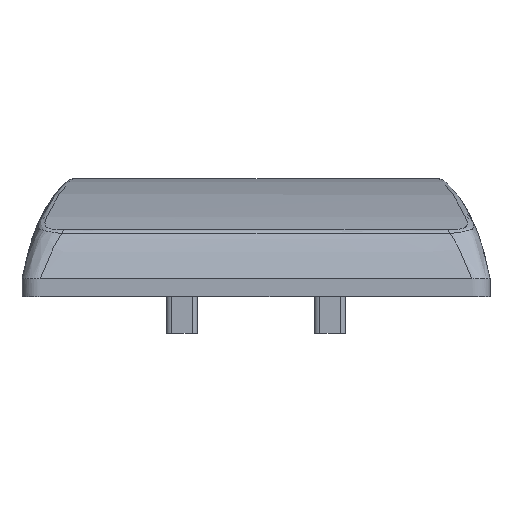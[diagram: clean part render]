
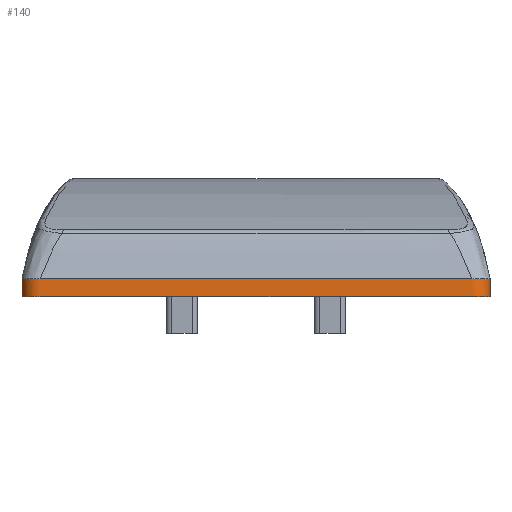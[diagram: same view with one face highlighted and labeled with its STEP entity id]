
A CAD part, front view. The second image highlights one B-rep face of the part: STEP entity #140.
In plain terms, the highlighted free-form (B-spline) face has degree [1, 2] with [2, 9] control points.
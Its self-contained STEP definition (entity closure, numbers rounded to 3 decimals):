
#140=ADVANCED_FACE('',(#377),#3339,.T.);
#377=FACE_OUTER_BOUND('',#614,.T.);
#614=EDGE_LOOP('',(#1293,#1294,#1295,#1296,#1297,#1298,#1299));
#1293=ORIENTED_EDGE('',*,*,#2426,.T.);
#1294=ORIENTED_EDGE('',*,*,#2294,.T.);
#1295=ORIENTED_EDGE('',*,*,#2295,.T.);
#1296=ORIENTED_EDGE('',*,*,#2296,.T.);
#1297=ORIENTED_EDGE('',*,*,#2297,.T.);
#1298=ORIENTED_EDGE('',*,*,#2263,.F.);
#1299=ORIENTED_EDGE('',*,*,#2427,.F.);
#2263=EDGE_CURVE('',#3197,#3198,#2584,.T.);
#2294=EDGE_CURVE('',#3219,#3220,#2615,.T.);
#2295=EDGE_CURVE('',#3220,#3221,#2616,.T.);
#2296=EDGE_CURVE('',#3221,#3222,#2617,.T.);
#2297=EDGE_CURVE('',#3222,#3198,#2618,.T.);
#2426=EDGE_CURVE('',#3329,#3219,#2640,.T.);
#2427=EDGE_CURVE('',#3329,#3197,#2641,.T.);
#2584=(
BOUNDED_CURVE()
B_SPLINE_CURVE(1,(#7763,#7764),.UNSPECIFIED.,.F.,.F.)
B_SPLINE_CURVE_WITH_KNOTS((2,2),(0.,0.7),.UNSPECIFIED.)
CURVE()
GEOMETRIC_REPRESENTATION_ITEM()
RATIONAL_B_SPLINE_CURVE((1.,1.))
REPRESENTATION_ITEM('')
);
#2615=(
BOUNDED_CURVE()
B_SPLINE_CURVE(2,(#8000,#8001,#8002),.UNSPECIFIED.,.F.,.F.)
B_SPLINE_CURVE_WITH_KNOTS((3,3),(35.399,36.499),
 .UNSPECIFIED.)
CURVE()
GEOMETRIC_REPRESENTATION_ITEM()
RATIONAL_B_SPLINE_CURVE((1.,0.707,1.))
REPRESENTATION_ITEM('')
);
#2616=(
BOUNDED_CURVE()
B_SPLINE_CURVE(2,(#8003,#8004,#8005),.UNSPECIFIED.,.F.,.F.)
B_SPLINE_CURVE_WITH_KNOTS((3,3),(36.499,53.099),
 .UNSPECIFIED.)
CURVE()
GEOMETRIC_REPRESENTATION_ITEM()
RATIONAL_B_SPLINE_CURVE((1.,1.,1.))
REPRESENTATION_ITEM('')
);
#2617=(
BOUNDED_CURVE()
B_SPLINE_CURVE(2,(#8006,#8007,#8008),.UNSPECIFIED.,.F.,.F.)
B_SPLINE_CURVE_WITH_KNOTS((3,3),(53.099,54.198),
 .UNSPECIFIED.)
CURVE()
GEOMETRIC_REPRESENTATION_ITEM()
RATIONAL_B_SPLINE_CURVE((1.,0.707,1.))
REPRESENTATION_ITEM('')
);
#2618=(
BOUNDED_CURVE()
B_SPLINE_CURVE(2,(#8009,#8010,#8011),.UNSPECIFIED.,.F.,.F.)
B_SPLINE_CURVE_WITH_KNOTS((3,3),(54.198,70.798),
 .UNSPECIFIED.)
CURVE()
GEOMETRIC_REPRESENTATION_ITEM()
RATIONAL_B_SPLINE_CURVE((1.,1.,1.))
REPRESENTATION_ITEM('')
);
#2640=(
BOUNDED_CURVE()
B_SPLINE_CURVE(1,(#8953,#8954),.UNSPECIFIED.,.F.,.F.)
B_SPLINE_CURVE_WITH_KNOTS((2,2),(0.,0.7),.UNSPECIFIED.)
CURVE()
GEOMETRIC_REPRESENTATION_ITEM()
RATIONAL_B_SPLINE_CURVE((1.,1.))
REPRESENTATION_ITEM('')
);
#2641=(
BOUNDED_CURVE()
B_SPLINE_CURVE(2,(#8955,#8956,#8957,#8958,#8959,#8960,#8961,#8962,#8963),
 .UNSPECIFIED.,.F.,.F.)
B_SPLINE_CURVE_WITH_KNOTS((3,2,2,2,3),(35.399,36.499,
53.099,54.198,70.798),.UNSPECIFIED.)
CURVE()
GEOMETRIC_REPRESENTATION_ITEM()
RATIONAL_B_SPLINE_CURVE((1.,0.707,1.,1.,1.,0.707,
1.,1.,1.))
REPRESENTATION_ITEM('')
);
#3197=VERTEX_POINT('',#6753);
#3198=VERTEX_POINT('',#6754);
#3219=VERTEX_POINT('',#6775);
#3220=VERTEX_POINT('',#6776);
#3221=VERTEX_POINT('',#6777);
#3222=VERTEX_POINT('',#6778);
#3329=VERTEX_POINT('',#6885);
#3339=(
BOUNDED_SURFACE()
B_SPLINE_SURFACE(1,2,((#4208,#4209,#4210,#4211,#4212,#4213,#4214,#4215,
#4216),(#4217,#4218,#4219,#4220,#4221,#4222,#4223,#4224,#4225)),
 .UNSPECIFIED.,.F.,.F.,.F.)
B_SPLINE_SURFACE_WITH_KNOTS((2,2),(3,2,2,2,3),(0.,0.7),(35.399,
36.499,53.099,54.198,70.798),
 .UNSPECIFIED.)
GEOMETRIC_REPRESENTATION_ITEM()
RATIONAL_B_SPLINE_SURFACE(((1.,0.707,1.,1.,1.,0.707,
1.,1.,1.),(1.,0.707,1.,1.,1.,0.707,1.,1.,1.)))
REPRESENTATION_ITEM('')
SURFACE()
);
#4208=CARTESIAN_POINT('',(34.5,-7.3,-0.4));
#4209=CARTESIAN_POINT('',(34.5,-8.,-0.4));
#4210=CARTESIAN_POINT('',(33.8,-8.,-0.4));
#4211=CARTESIAN_POINT('',(25.5,-8.,-0.4));
#4212=CARTESIAN_POINT('',(17.2,-8.,-0.4));
#4213=CARTESIAN_POINT('',(16.5,-8.,-0.4));
#4214=CARTESIAN_POINT('',(16.5,-7.3,-0.4));
#4215=CARTESIAN_POINT('',(16.5,1.,-0.4));
#4216=CARTESIAN_POINT('',(16.5,9.3,-0.4));
#4217=CARTESIAN_POINT('',(34.5,-7.3,0.3));
#4218=CARTESIAN_POINT('',(34.5,-8.,0.3));
#4219=CARTESIAN_POINT('',(33.8,-8.,0.3));
#4220=CARTESIAN_POINT('',(25.5,-8.,0.3));
#4221=CARTESIAN_POINT('',(17.2,-8.,0.3));
#4222=CARTESIAN_POINT('',(16.5,-8.,0.3));
#4223=CARTESIAN_POINT('',(16.5,-7.3,0.3));
#4224=CARTESIAN_POINT('',(16.5,1.,0.3));
#4225=CARTESIAN_POINT('',(16.5,9.3,0.3));
#6753=CARTESIAN_POINT('',(16.5,9.3,-0.4));
#6754=CARTESIAN_POINT('',(16.5,9.3,0.3));
#6775=CARTESIAN_POINT('',(34.5,-7.3,0.3));
#6776=CARTESIAN_POINT('',(33.8,-8.,0.3));
#6777=CARTESIAN_POINT('',(17.2,-8.,0.3));
#6778=CARTESIAN_POINT('',(16.5,-7.3,0.3));
#6885=CARTESIAN_POINT('',(34.5,-7.3,-0.4));
#7763=CARTESIAN_POINT('',(16.5,9.3,-0.4));
#7764=CARTESIAN_POINT('',(16.5,9.3,0.3));
#8000=CARTESIAN_POINT('',(34.5,-7.3,0.3));
#8001=CARTESIAN_POINT('',(34.5,-8.,0.3));
#8002=CARTESIAN_POINT('',(33.8,-8.,0.3));
#8003=CARTESIAN_POINT('',(33.8,-8.,0.3));
#8004=CARTESIAN_POINT('',(25.5,-8.,0.3));
#8005=CARTESIAN_POINT('',(17.2,-8.,0.3));
#8006=CARTESIAN_POINT('',(17.2,-8.,0.3));
#8007=CARTESIAN_POINT('',(16.5,-8.,0.3));
#8008=CARTESIAN_POINT('',(16.5,-7.3,0.3));
#8009=CARTESIAN_POINT('',(16.5,-7.3,0.3));
#8010=CARTESIAN_POINT('',(16.5,1.,0.3));
#8011=CARTESIAN_POINT('',(16.5,9.3,0.3));
#8953=CARTESIAN_POINT('',(34.5,-7.3,-0.4));
#8954=CARTESIAN_POINT('',(34.5,-7.3,0.3));
#8955=CARTESIAN_POINT('',(34.5,-7.3,-0.4));
#8956=CARTESIAN_POINT('',(34.5,-8.,-0.4));
#8957=CARTESIAN_POINT('',(33.8,-8.,-0.4));
#8958=CARTESIAN_POINT('',(25.5,-8.,-0.4));
#8959=CARTESIAN_POINT('',(17.2,-8.,-0.4));
#8960=CARTESIAN_POINT('',(16.5,-8.,-0.4));
#8961=CARTESIAN_POINT('',(16.5,-7.3,-0.4));
#8962=CARTESIAN_POINT('',(16.5,1.,-0.4));
#8963=CARTESIAN_POINT('',(16.5,9.3,-0.4));
